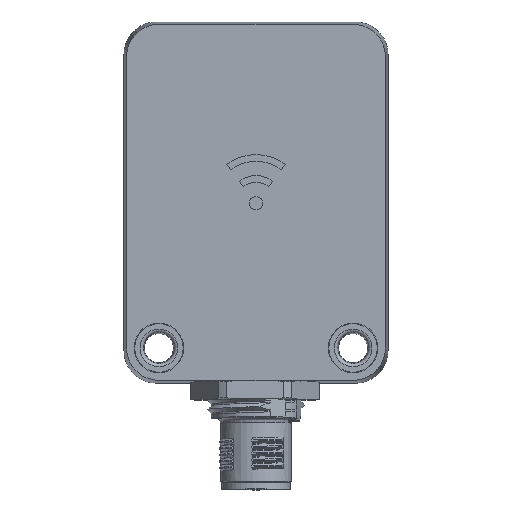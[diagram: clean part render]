
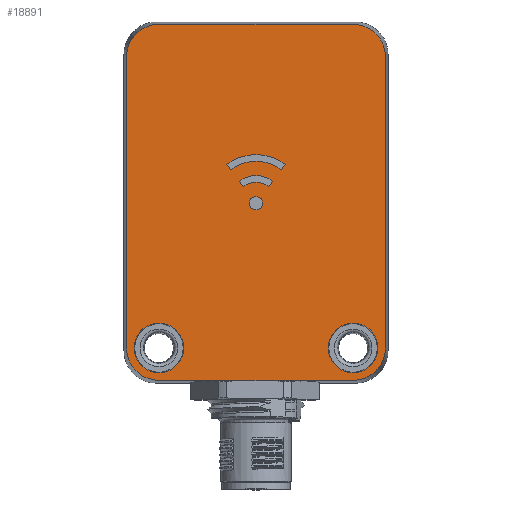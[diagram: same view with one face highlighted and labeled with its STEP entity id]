
A CAD part, top view. The second image highlights one B-rep face of the part: STEP entity #18891.
In plain terms, the highlighted face is planar.
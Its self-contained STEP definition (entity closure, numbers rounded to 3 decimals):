
#118=ELLIPSE('',#20167,5.002,5.);
#120=ELLIPSE('',#20170,5.002,5.);
#122=ELLIPSE('',#20173,5.002,5.);
#124=ELLIPSE('',#20176,5.002,5.);
#1208=FACE_BOUND('',#3695,.T.);
#1209=FACE_BOUND('',#3696,.T.);
#1679=PLANE('',#20222);
#2539=FACE_OUTER_BOUND('',#3694,.T.);
#3694=EDGE_LOOP('',(#16368,#16369,#16370,#16371,#16372,#16373,#16374,#16375));
#3695=EDGE_LOOP('',(#16376));
#3696=EDGE_LOOP('',(#16377));
#5344=LINE('',#42440,#6940);
#5346=LINE('',#42445,#6942);
#5350=LINE('',#42456,#6946);
#5351=LINE('',#42458,#6947);
#6940=VECTOR('',#23964,1000.);
#6942=VECTOR('',#23970,1000.);
#6946=VECTOR('',#23978,1000.);
#6947=VECTOR('',#23981,1000.);
#7491=CIRCLE('',#20223,3.829);
#7492=CIRCLE('',#20224,3.829);
#9042=VERTEX_POINT('',#41028);
#9044=VERTEX_POINT('',#41032);
#9046=VERTEX_POINT('',#41037);
#9048=VERTEX_POINT('',#41041);
#9050=VERTEX_POINT('',#41046);
#9052=VERTEX_POINT('',#41050);
#9054=VERTEX_POINT('',#41055);
#9056=VERTEX_POINT('',#41059);
#9135=VERTEX_POINT('',#42459);
#9136=VERTEX_POINT('',#42461);
#11490=EDGE_CURVE('',#9042,#9044,#118,.F.);
#11494=EDGE_CURVE('',#9046,#9048,#120,.F.);
#11498=EDGE_CURVE('',#9050,#9052,#122,.F.);
#11502=EDGE_CURVE('',#9054,#9056,#124,.F.);
#11598=EDGE_CURVE('',#9042,#9048,#5344,.T.);
#11601=EDGE_CURVE('',#9050,#9056,#5346,.T.);
#11606=EDGE_CURVE('',#9046,#9052,#5350,.T.);
#11607=EDGE_CURVE('',#9054,#9044,#5351,.T.);
#11608=EDGE_CURVE('',#9135,#9135,#7491,.T.);
#11609=EDGE_CURVE('',#9136,#9136,#7492,.T.);
#16368=ORIENTED_EDGE('',*,*,#11598,.F.);
#16369=ORIENTED_EDGE('',*,*,#11490,.T.);
#16370=ORIENTED_EDGE('',*,*,#11607,.F.);
#16371=ORIENTED_EDGE('',*,*,#11502,.T.);
#16372=ORIENTED_EDGE('',*,*,#11601,.F.);
#16373=ORIENTED_EDGE('',*,*,#11498,.T.);
#16374=ORIENTED_EDGE('',*,*,#11606,.F.);
#16375=ORIENTED_EDGE('',*,*,#11494,.T.);
#16376=ORIENTED_EDGE('',*,*,#11608,.T.);
#16377=ORIENTED_EDGE('',*,*,#11609,.T.);
#18891=ADVANCED_FACE('',(#2539,#1208,#1209),#1679,.F.);
#20167=AXIS2_PLACEMENT_3D('',#41034,#23789,#23790);
#20170=AXIS2_PLACEMENT_3D('',#41043,#23797,#23798);
#20173=AXIS2_PLACEMENT_3D('',#41052,#23805,#23806);
#20176=AXIS2_PLACEMENT_3D('',#41061,#23813,#23814);
#20222=AXIS2_PLACEMENT_3D('',#42457,#23979,#23980);
#20223=AXIS2_PLACEMENT_3D('',#42460,#23982,#23983);
#20224=AXIS2_PLACEMENT_3D('',#42462,#23984,#23985);
#23789=DIRECTION('center_axis',(0.,0.,
1.));
#23790=DIRECTION('ref_axis',(0.707,0.707,0.));
#23797=DIRECTION('center_axis',(0.,0.,
1.));
#23798=DIRECTION('ref_axis',(-0.707,0.707,0.));
#23805=DIRECTION('center_axis',(0.,0.,
1.));
#23806=DIRECTION('ref_axis',(-0.707,-0.707,0.));
#23813=DIRECTION('center_axis',(0.,0.,
1.));
#23814=DIRECTION('ref_axis',(0.707,-0.707,0.));
#23964=DIRECTION('',(1.,0.,0.));
#23970=DIRECTION('',(-1.,0.,0.));
#23978=DIRECTION('',(0.,1.,0.));
#23979=DIRECTION('center_axis',(0.,0.,
1.));
#23980=DIRECTION('ref_axis',(1.,0.,0.));
#23981=DIRECTION('',(0.,-1.,0.));
#23982=DIRECTION('center_axis',(0.,0.,
1.));
#23983=DIRECTION('ref_axis',(1.,0.,0.));
#23984=DIRECTION('center_axis',(0.,0.,
1.));
#23985=DIRECTION('ref_axis',(1.,0.,0.));
#41028=CARTESIAN_POINT('',(181.558,-33.005,-22.998));
#41032=CARTESIAN_POINT('',(176.559,-28.006,-22.998));
#41034=CARTESIAN_POINT('Origin',(181.559,-28.004,-22.998));
#41037=CARTESIAN_POINT('',(216.559,-28.006,-22.998));
#41041=CARTESIAN_POINT('',(211.559,-33.005,-22.998));
#41043=CARTESIAN_POINT('Origin',(211.558,-28.004,-22.998));
#41046=CARTESIAN_POINT('',(211.559,21.995,-22.998));
#41050=CARTESIAN_POINT('',(216.559,16.996,-22.998));
#41052=CARTESIAN_POINT('Origin',(211.558,16.994,-22.998));
#41055=CARTESIAN_POINT('',(176.559,16.996,-22.998));
#41059=CARTESIAN_POINT('',(181.558,21.995,-22.998));
#41061=CARTESIAN_POINT('Origin',(181.559,16.994,-22.998));
#42440=CARTESIAN_POINT('',(196.559,-33.005,-22.998));
#42445=CARTESIAN_POINT('',(196.559,21.995,-22.998));
#42456=CARTESIAN_POINT('',(216.559,-5.505,-22.998));
#42457=CARTESIAN_POINT('Origin',(196.559,-5.505,-22.998));
#42458=CARTESIAN_POINT('',(176.559,-5.505,-22.998));
#42459=CARTESIAN_POINT('',(215.387,-28.005,-22.998));
#42460=CARTESIAN_POINT('Origin',(211.559,-28.005,-22.998));
#42461=CARTESIAN_POINT('',(185.387,-28.005,-22.998));
#42462=CARTESIAN_POINT('Origin',(181.559,-28.005,-22.998));
